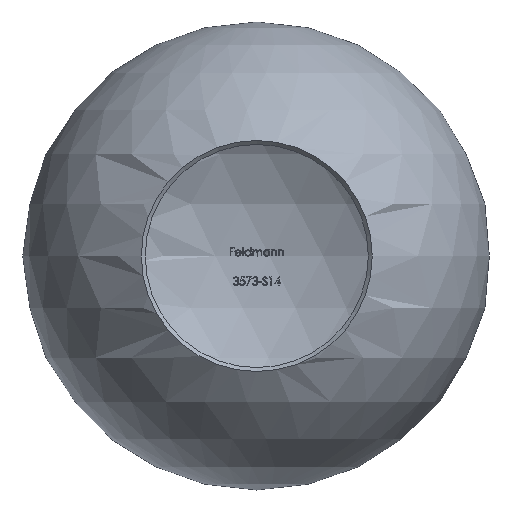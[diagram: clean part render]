
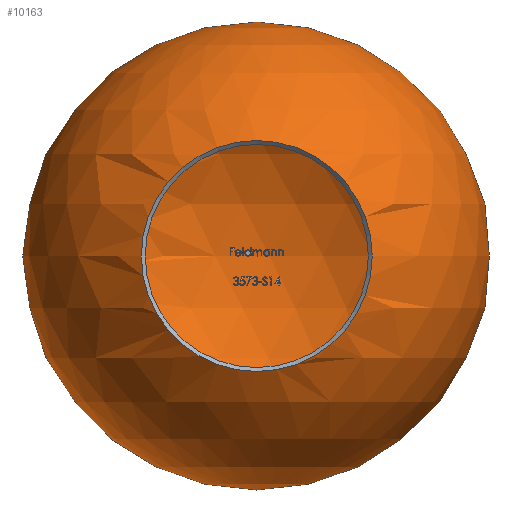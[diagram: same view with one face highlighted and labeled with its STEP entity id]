
A CAD part, front view. The second image highlights one B-rep face of the part: STEP entity #10163.
In plain terms, the highlighted spherical face has radius 15 mm.
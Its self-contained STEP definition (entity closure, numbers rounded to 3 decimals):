
#233 = AXIS2_PLACEMENT_3D ( 'NONE', #8099, #1452, #5547 ) ;
#750 = CARTESIAN_POINT ( 'NONE',  ( 0., -13.048, 0. ) ) ;
#1165 = CIRCLE ( 'NONE', #10231, 7.4 ) ;
#1452 = DIRECTION ( 'NONE',  ( 0., 0., 1. ) ) ;
#2528 = DIRECTION ( 'NONE',  ( 0., -1., 0. ) ) ;
#2570 = DIRECTION ( 'NONE',  ( 1., 0., 0. ) ) ;
#4941 = ORIENTED_EDGE ( 'NONE', *, *, #7124, .F. ) ;
#4960 = VERTEX_POINT ( 'NONE', #9539 ) ;
#5547 = DIRECTION ( 'NONE',  ( 1., 0., 0. ) ) ;
#6147 = FACE_OUTER_BOUND ( 'NONE', #7612, .T. ) ;
#7124 = EDGE_CURVE ( 'NONE', #4960, #4960, #1165, .T. ) ;
#7482 = SPHERICAL_SURFACE ( 'NONE', #233, 15. ) ;
#7612 = EDGE_LOOP ( 'NONE', ( #4941 ) ) ;
#8099 = CARTESIAN_POINT ( 'NONE',  ( 0., 0., 0. ) ) ;
#9539 = CARTESIAN_POINT ( 'NONE',  ( 7.4, -13.048, 0. ) ) ;
#10163 = ADVANCED_FACE ( 'NONE', ( #6147 ), #7482, .T. ) ;
#10231 = AXIS2_PLACEMENT_3D ( 'NONE', #750, #2528, #2570 ) ;
